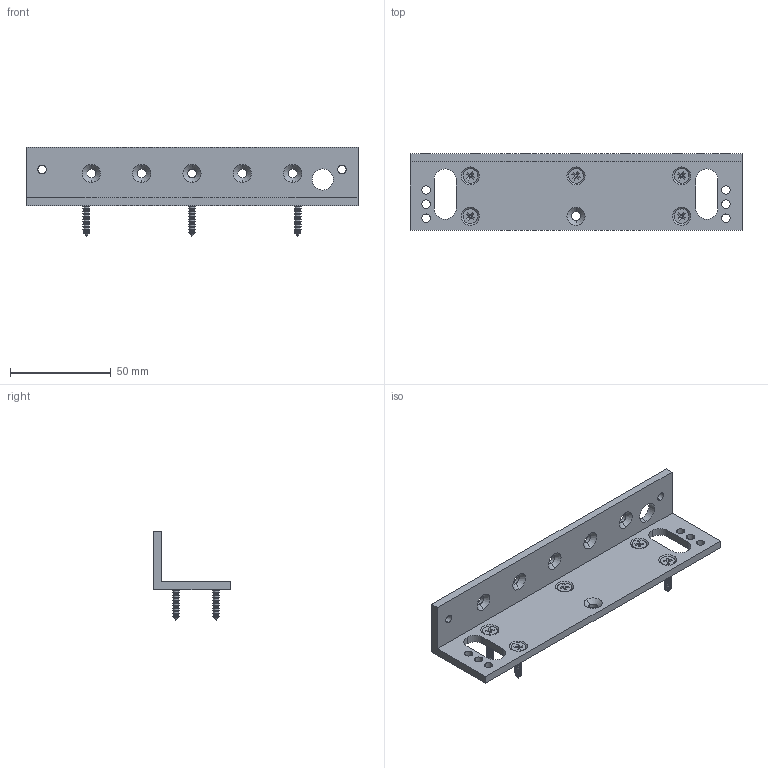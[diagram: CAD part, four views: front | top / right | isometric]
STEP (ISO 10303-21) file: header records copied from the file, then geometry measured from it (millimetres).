
FILE_DESCRIPTION (( 'STEP AP214' ), '1' );
FILE_NAME ('EXT200L.step', '2021-07-29T14:16:48', ( '' ), ( '' ), 'SwSTEP 2.0', 'SolidWorks 2020', '' );
FILE_SCHEMA (( 'AUTOMOTIVE_DESIGN' ));
Length unit declared in the file: millimetre
Products named in the file (7): tapping screw din 7982-st3.5x19-c-h-s-2; tapping screw din 7982-st3.5x19-c-h-s-6; tapping screw din 7982-st3.5x19-c-h-s-3; EXT200L; tapping screw din 7982-st3.5x19-c-h-s-4; tapping screw din 7982-st3.5x19-c-h-s-5; MP0378-L BRACKET-1
Assembly tree (6 placements, depth 2):
  EXT200L
    MP0378-L BRACKET-1
    tapping screw din 7982-st3.5x19-c-h-s-2
    tapping screw din 7982-st3.5x19-c-h-s-3
    tapping screw din 7982-st3.5x19-c-h-s-4
    tapping screw din 7982-st3.5x19-c-h-s-5
    tapping screw din 7982-st3.5x19-c-h-s-6
Bounding box: 165 x 38 x 44.4 mm (x, y, z)
Volume: 38334 mm3; surface area: 23956 mm2
Topology: 6 solids, 6 shells, 570 faces, 1262 edges, 699 vertices
Faces by surface type: cone 282, cylinder 186, plane 82, bspline 20
Entity records: 16038 total; most frequent: CARTESIAN_POINT 2950, DIRECTION 2844, ORIENTED_EDGE 2504, EDGE_CURVE 1252, AXIS2_PLACEMENT_3D 1073, VERTEX_POINT 699, LINE 698, VECTOR 698
